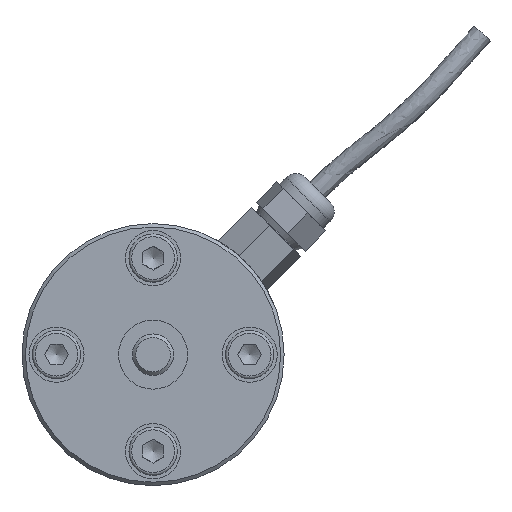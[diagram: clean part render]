
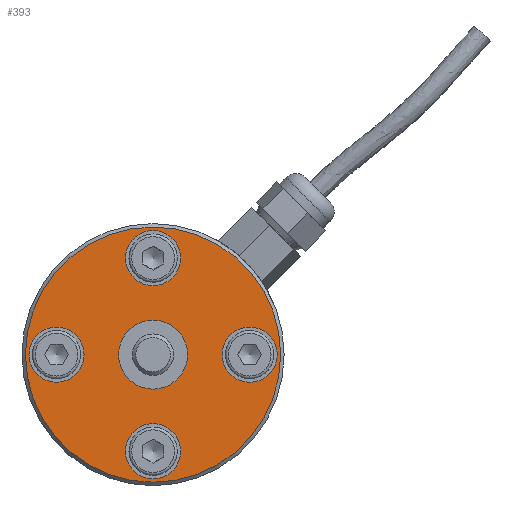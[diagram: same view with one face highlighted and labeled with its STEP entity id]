
A CAD part, left-side view. The second image highlights one B-rep face of the part: STEP entity #393.
In plain terms, the highlighted planar face has unit normal (-1, 0, 0).
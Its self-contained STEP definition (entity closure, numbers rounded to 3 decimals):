
#393 = ADVANCED_FACE( '', ( #780, #781, #782, #783, #784, #785 ), #786, .F. );
#780 = FACE_BOUND( '', #1468, .T. );
#781 = FACE_BOUND( '', #1469, .T. );
#782 = FACE_BOUND( '', #1470, .T. );
#783 = FACE_BOUND( '', #1471, .T. );
#784 = FACE_OUTER_BOUND( '', #1472, .T. );
#785 = FACE_BOUND( '', #1473, .T. );
#786 = PLANE( '', #1474 );
#1468 = EDGE_LOOP( '', ( #2140 ) );
#1469 = EDGE_LOOP( '', ( #2141 ) );
#1470 = EDGE_LOOP( '', ( #2142 ) );
#1471 = EDGE_LOOP( '', ( #2143 ) );
#1472 = EDGE_LOOP( '', ( #2144 ) );
#1473 = EDGE_LOOP( '', ( #2145 ) );
#1474 = AXIS2_PLACEMENT_3D( '', #2146, #2147, #2148 );
#2140 = ORIENTED_EDGE( '', *, *, #2537, .T. );
#2141 = ORIENTED_EDGE( '', *, *, #2687, .T. );
#2142 = ORIENTED_EDGE( '', *, *, #2652, .T. );
#2143 = ORIENTED_EDGE( '', *, *, #2613, .T. );
#2144 = ORIENTED_EDGE( '', *, *, #2712, .T. );
#2145 = ORIENTED_EDGE( '', *, *, #2713, .F. );
#2146 = CARTESIAN_POINT( '', ( -12., 19., 0. ) );
#2147 = DIRECTION( '', ( 1., 0., 0. ) );
#2148 = DIRECTION( '', ( 0., 0., -1. ) );
#2537 = EDGE_CURVE( '', #2955, #2955, #2956, .T. );
#2613 = EDGE_CURVE( '', #3077, #3077, #3078, .T. );
#2652 = EDGE_CURVE( '', #3138, #3138, #3139, .T. );
#2687 = EDGE_CURVE( '', #3185, #3185, #3186, .T. );
#2712 = EDGE_CURVE( '', #3219, #3219, #3220, .F. );
#2713 = EDGE_CURVE( '', #3221, #3221, #3222, .T. );
#2955 = VERTEX_POINT( '', #3392 );
#2956 = CIRCLE( '', #3393, 4. );
#3077 = VERTEX_POINT( '', #3602 );
#3078 = CIRCLE( '', #3603, 4. );
#3138 = VERTEX_POINT( '', #3714 );
#3139 = CIRCLE( '', #3715, 4. );
#3185 = VERTEX_POINT( '', #3766 );
#3186 = CIRCLE( '', #3767, 4. );
#3219 = VERTEX_POINT( '', #3811 );
#3220 = CIRCLE( '', #3812, 18.5 );
#3221 = VERTEX_POINT( '', #3813 );
#3222 = CIRCLE( '', #3814, 5. );
#3392 = CARTESIAN_POINT( '', ( -12., 14., 4. ) );
#3393 = AXIS2_PLACEMENT_3D( '', #4012, #4013, #4014 );
#3602 = CARTESIAN_POINT( '', ( -12., 0., 18. ) );
#3603 = AXIS2_PLACEMENT_3D( '', #4127, #4128, #4129 );
#3714 = CARTESIAN_POINT( '', ( -12., -14., 4. ) );
#3715 = AXIS2_PLACEMENT_3D( '', #4175, #4176, #4177 );
#3766 = CARTESIAN_POINT( '', ( -12., 0., -10. ) );
#3767 = AXIS2_PLACEMENT_3D( '', #4222, #4223, #4224 );
#3811 = CARTESIAN_POINT( '', ( -12., 0., -18.5 ) );
#3812 = AXIS2_PLACEMENT_3D( '', #4248, #4249, #4250 );
#3813 = CARTESIAN_POINT( '', ( -12., 0., 5. ) );
#3814 = AXIS2_PLACEMENT_3D( '', #4251, #4252, #4253 );
#4012 = CARTESIAN_POINT( '', ( -12., 14., 0. ) );
#4013 = DIRECTION( '', ( 1., 0., 0. ) );
#4014 = DIRECTION( '', ( 0., 0., 1. ) );
#4127 = CARTESIAN_POINT( '', ( -12., 0., 14. ) );
#4128 = DIRECTION( '', ( 1., 0., 0. ) );
#4129 = DIRECTION( '', ( 0., 0., 1. ) );
#4175 = CARTESIAN_POINT( '', ( -12., -14., 0. ) );
#4176 = DIRECTION( '', ( 1., 0., 0. ) );
#4177 = DIRECTION( '', ( 0., 0., 1. ) );
#4222 = CARTESIAN_POINT( '', ( -12., 0., -14. ) );
#4223 = DIRECTION( '', ( 1., 0., 0. ) );
#4224 = DIRECTION( '', ( 0., 0., 1. ) );
#4248 = CARTESIAN_POINT( '', ( -12., 0., 0. ) );
#4249 = DIRECTION( '', ( 1., 0., 0. ) );
#4250 = DIRECTION( '', ( 0., 0., -1. ) );
#4251 = CARTESIAN_POINT( '', ( -12., 0., 0. ) );
#4252 = DIRECTION( '', ( -1., 0., 0. ) );
#4253 = DIRECTION( '', ( 0., 0., 1. ) );
